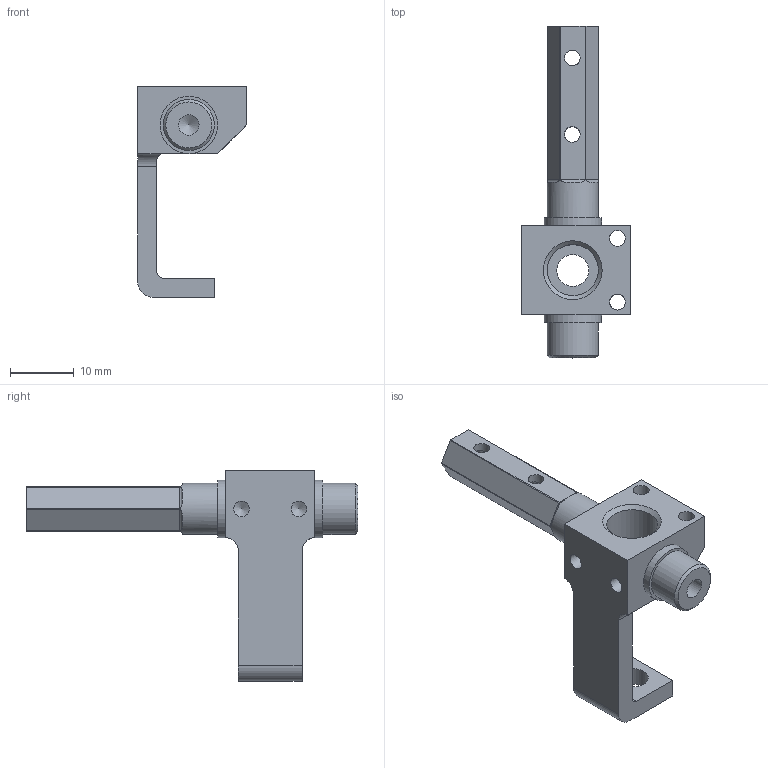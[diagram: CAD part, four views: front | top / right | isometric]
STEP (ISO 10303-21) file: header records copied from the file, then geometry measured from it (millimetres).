
FILE_DESCRIPTION(/* description */ ('CAx-IF Rec.Pracs.---Representation and Presentation of Product Manufacturing Information (PMI)---4.0---2014-10-13','CAx-IF Rec.Pracs.---3D Tessellated Geometry---0.4---2014-09-14','2;1'),/* implementation_level */ '2;1');
FILE_NAME(/* name */ '12345_A1_AXLE_0',/* time_stamp */ '2021-04-05T22:14:52+02:00',/* author */ ('L.PARIS'),/* organization */ ('Hyperloop TT'),/* preprocessor_version */ 'ST-DEVELOPER v16.7',/* originating_system */ 'DEX',/* authorisation */ $);
FILE_SCHEMA (('AP242_MANAGED_MODEL_BASED_3D_ENGINEERING_MIM_LF { 1 0 10303 442 20130219 1 4 }'));
Length unit declared in the file: millimetre
Products named in the file (1): 12345_A1_AXLE_0
Bounding box: 17 x 52 x 33 mm (x, y, z)
Volume: 3936.2 mm3; surface area: 3474 mm2
Topology: 1 solids, 1 shells, 56 faces, 167 edges, 112 vertices
Faces by surface type: cylinder 27, plane 23, cone 6
Full cylindrical faces by diameter (mm): 2.459 x6, 2.5 x2, 3.242 x1, 4.5 x1, 5 x1, 8 x3, 9 x2
Entity records: 2101 total; most frequent: CARTESIAN_POINT 389, DIRECTION 263, ORIENTED_EDGE 236, EDGE_CURVE 118, AXIS2_PLACEMENT_3D 100, FACE_BOUND 99, EDGE_LOOP 95, VERTEX_POINT 91
